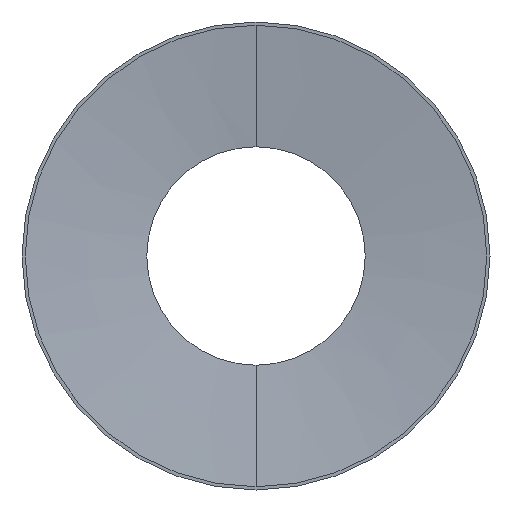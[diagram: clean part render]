
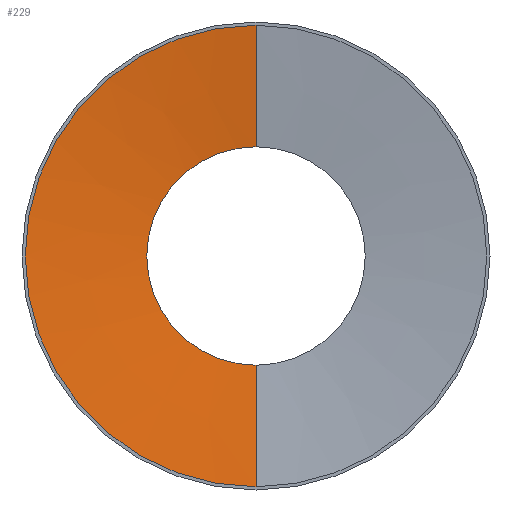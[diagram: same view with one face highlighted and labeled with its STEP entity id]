
A CAD part, front view. The second image highlights one B-rep face of the part: STEP entity #229.
In plain terms, the highlighted conical face has half-angle 82.875 degrees and reference radius 4.2 mm.
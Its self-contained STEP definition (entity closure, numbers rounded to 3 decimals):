
#19 = CIRCLE ( 'NONE', #87, 4.2 ) ;
#29 = AXIS2_PLACEMENT_3D ( 'NONE', #193, #170, #60 ) ;
#35 = VECTOR ( 'NONE', #64, 1000. ) ;
#36 = CARTESIAN_POINT ( 'NONE',  ( 0., 0.584, 4.2 ) ) ;
#47 = VERTEX_POINT ( 'NONE', #276 ) ;
#57 = EDGE_CURVE ( 'NONE', #264, #177, #83, .T. ) ;
#60 = DIRECTION ( 'NONE',  ( 0., 0., -1. ) ) ;
#62 = DIRECTION ( 'NONE',  ( 0., -1., 0. ) ) ;
#64 = DIRECTION ( 'NONE',  ( 0., -0.124, -0.992 ) ) ;
#80 = EDGE_CURVE ( 'NONE', #177, #47, #214, .T. ) ;
#83 = LINE ( 'NONE', #192, #206 ) ;
#87 = AXIS2_PLACEMENT_3D ( 'NONE', #131, #223, #133 ) ;
#89 = ORIENTED_EDGE ( 'NONE', *, *, #80, .T. ) ;
#102 = VERTEX_POINT ( 'NONE', #279 ) ;
#110 = FACE_OUTER_BOUND ( 'NONE', #142, .T. ) ;
#119 = DIRECTION ( 'NONE',  ( 0., -0.124, 0.992 ) ) ;
#131 = CARTESIAN_POINT ( 'NONE',  ( 0., 0.584, 0. ) ) ;
#133 = DIRECTION ( 'NONE',  ( 0., 0., -1. ) ) ;
#137 = AXIS2_PLACEMENT_3D ( 'NONE', #175, #62, #243 ) ;
#142 = EDGE_LOOP ( 'NONE', ( #180, #245, #89, #152 ) ) ;
#152 = ORIENTED_EDGE ( 'NONE', *, *, #233, .F. ) ;
#170 = DIRECTION ( 'NONE',  ( 0., -1., 0. ) ) ;
#175 = CARTESIAN_POINT ( 'NONE',  ( 0., 0.584, 0. ) ) ;
#177 = VERTEX_POINT ( 'NONE', #263 ) ;
#180 = ORIENTED_EDGE ( 'NONE', *, *, #278, .F. ) ;
#192 = CARTESIAN_POINT ( 'NONE',  ( 0., 0.584, 4.2 ) ) ;
#193 = CARTESIAN_POINT ( 'NONE',  ( 0., 0., 0. ) ) ;
#197 = CARTESIAN_POINT ( 'NONE',  ( 0., 0.584, -4.2 ) ) ;
#206 = VECTOR ( 'NONE', #119, 1000. ) ;
#214 = CIRCLE ( 'NONE', #29, 8.875 ) ;
#222 = LINE ( 'NONE', #197, #35 ) ;
#223 = DIRECTION ( 'NONE',  ( 0., -1., 0. ) ) ;
#229 = ADVANCED_FACE ( 'NONE', ( #110 ), #269, .F. ) ;
#233 = EDGE_CURVE ( 'NONE', #102, #47, #222, .T. ) ;
#243 = DIRECTION ( 'NONE',  ( 0., 0., -1. ) ) ;
#245 = ORIENTED_EDGE ( 'NONE', *, *, #57, .T. ) ;
#263 = CARTESIAN_POINT ( 'NONE',  ( 0., 0., 8.875 ) ) ;
#264 = VERTEX_POINT ( 'NONE', #36 ) ;
#269 = CONICAL_SURFACE ( 'NONE', #137, 4.2, 1.446 ) ;
#276 = CARTESIAN_POINT ( 'NONE',  ( 0., 0., -8.875 ) ) ;
#278 = EDGE_CURVE ( 'NONE', #264, #102, #19, .T. ) ;
#279 = CARTESIAN_POINT ( 'NONE',  ( 0., 0.584, -4.2 ) ) ;
